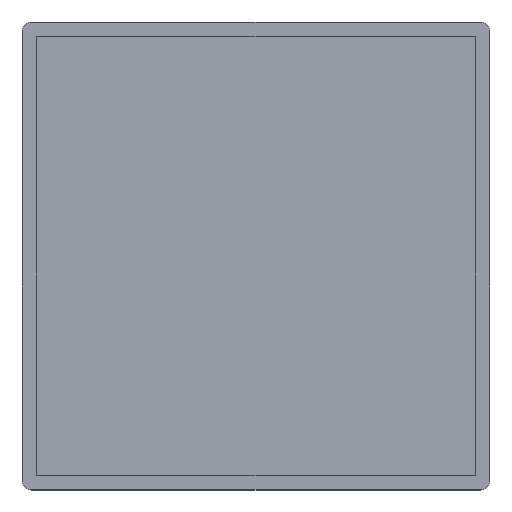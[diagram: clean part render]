
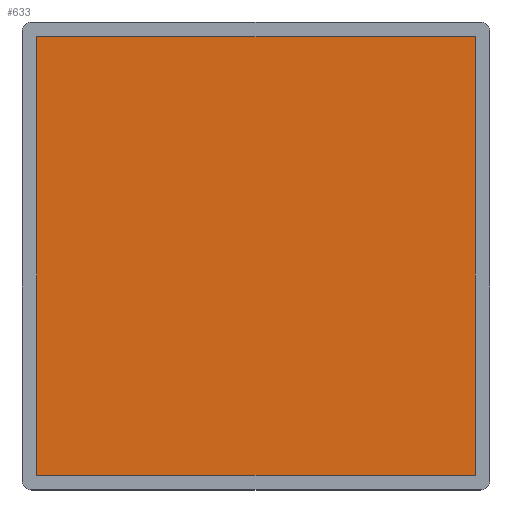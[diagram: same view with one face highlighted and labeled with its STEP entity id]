
A CAD part, top view. The second image highlights one B-rep face of the part: STEP entity #633.
In plain terms, the highlighted planar face has unit normal (0, 0, 1).
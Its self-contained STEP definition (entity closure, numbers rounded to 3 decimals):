
#35=PLANE('',#699);
#65=FACE_OUTER_BOUND('',#99,.T.);
#99=EDGE_LOOP('',(#489,#490,#491,#492));
#151=LINE('',#971,#219);
#155=LINE('',#978,#223);
#158=LINE('',#984,#226);
#160=LINE('',#987,#228);
#219=VECTOR('',#791,10.);
#223=VECTOR('',#797,10.);
#226=VECTOR('',#802,10.);
#228=VECTOR('',#806,10.);
#311=VERTEX_POINT('',#968);
#312=VERTEX_POINT('',#970);
#314=VERTEX_POINT('',#976);
#316=VERTEX_POINT('',#982);
#379=EDGE_CURVE('',#311,#312,#151,.T.);
#383=EDGE_CURVE('',#314,#311,#155,.T.);
#386=EDGE_CURVE('',#316,#314,#158,.T.);
#388=EDGE_CURVE('',#312,#316,#160,.T.);
#489=ORIENTED_EDGE('',*,*,#388,.F.);
#490=ORIENTED_EDGE('',*,*,#379,.F.);
#491=ORIENTED_EDGE('',*,*,#383,.F.);
#492=ORIENTED_EDGE('',*,*,#386,.F.);
#633=ADVANCED_FACE('',(#65),#35,.F.);
#699=AXIS2_PLACEMENT_3D('',#988,#807,#808);
#791=DIRECTION('',(-1.,0.,0.));
#797=DIRECTION('',(0.,-1.,0.));
#802=DIRECTION('',(1.,0.,0.));
#806=DIRECTION('',(0.,1.,0.));
#807=DIRECTION('center_axis',(0.,0.,-1.));
#808=DIRECTION('ref_axis',(-1.,0.,0.));
#968=CARTESIAN_POINT('',(45.,-45.,80.));
#970=CARTESIAN_POINT('',(-45.,-45.,80.));
#971=CARTESIAN_POINT('',(-45.,-45.,80.));
#976=CARTESIAN_POINT('',(45.,45.,80.));
#978=CARTESIAN_POINT('',(45.,-45.,80.));
#982=CARTESIAN_POINT('',(-45.,45.,80.));
#984=CARTESIAN_POINT('',(45.,45.,80.));
#987=CARTESIAN_POINT('',(-45.,45.,80.));
#988=CARTESIAN_POINT('Origin',(0.,0.,80.));
